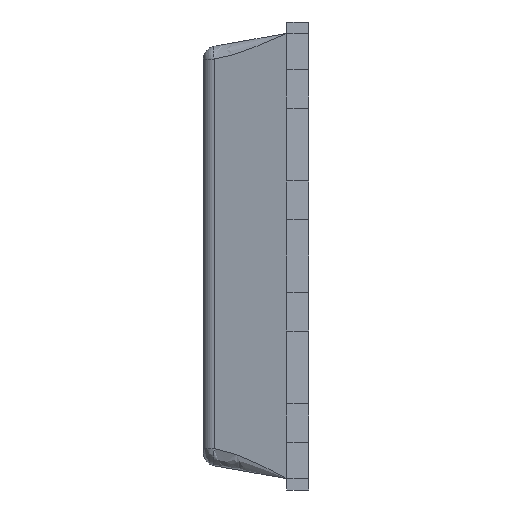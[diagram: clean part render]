
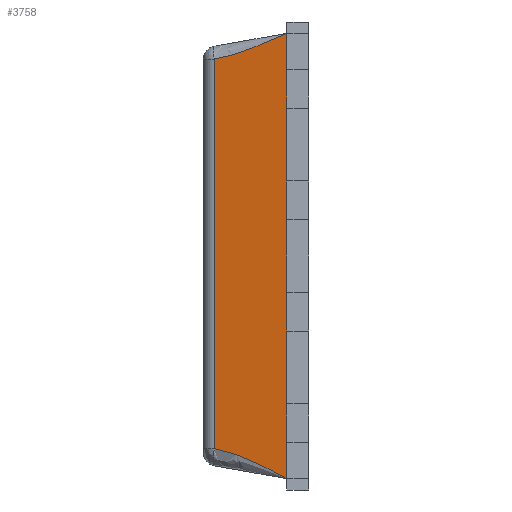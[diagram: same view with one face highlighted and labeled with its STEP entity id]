
A CAD part, left-side view. The second image highlights one B-rep face of the part: STEP entity #3758.
In plain terms, the highlighted planar face has unit normal (-0.985, 0.174, 0).
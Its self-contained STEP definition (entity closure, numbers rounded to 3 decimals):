
#32 = LINE ( 'NONE', #2932, #3603 ) ;
#153 = DIRECTION ( 'NONE',  ( -0.985, 0.174, 0. ) ) ;
#174 = VECTOR ( 'NONE', #2346, 1000. ) ;
#207 = CARTESIAN_POINT ( 'NONE',  ( -2.854, 0.793, 2.294 ) ) ;
#372 = LINE ( 'NONE', #3661, #1798 ) ;
#634 = ORIENTED_EDGE ( 'NONE', *, *, #1657, .T. ) ;
#666 = CARTESIAN_POINT ( 'NONE',  ( -2.902, 0.521, 2.416 ) ) ;
#689 = ORIENTED_EDGE ( 'NONE', *, *, #2719, .T. ) ;
#798 = CARTESIAN_POINT ( 'NONE',  ( -2.95, 0.25, -2.538 ) ) ;
#828 = CARTESIAN_POINT ( 'NONE',  ( -2.804, 1.076, 2.244 ) ) ;
#839 = LINE ( 'NONE', #2568, #1864 ) ;
#863 = CARTESIAN_POINT ( 'NONE',  ( -2.95, 0.25, 0.855 ) ) ;
#871 = VERTEX_POINT ( 'NONE', #5273 ) ;
#895 = VECTOR ( 'NONE', #3851, 1000. ) ;
#945 = ORIENTED_EDGE ( 'NONE', *, *, #3736, .T. ) ;
#1015 = DIRECTION ( 'NONE',  ( 0., 0., 1. ) ) ;
#1053 = CARTESIAN_POINT ( 'NONE',  ( -2.804, 1.076, 2.244 ) ) ;
#1095 = VECTOR ( 'NONE', #4687, 1000. ) ;
#1101 = EDGE_CURVE ( 'NONE', #3243, #871, #372, .T. ) ;
#1106 = CARTESIAN_POINT ( 'NONE',  ( -2.95, 0.25, 0.415 ) ) ;
#1156 = DIRECTION ( 'NONE',  ( 0., 0., 1. ) ) ;
#1181 = AXIS2_PLACEMENT_3D ( 'NONE', #3717, #153, #4101 ) ;
#1320 = DIRECTION ( 'NONE',  ( 0., 0., 1. ) ) ;
#1395 = LINE ( 'NONE', #2872, #174 ) ;
#1411 = EDGE_CURVE ( 'NONE', #1806, #4634, #32, .T. ) ;
#1438 = CARTESIAN_POINT ( 'NONE',  ( -2.95, 0.25, 2.538 ) ) ;
#1471 = VECTOR ( 'NONE', #3254, 1000. ) ;
#1505 = CARTESIAN_POINT ( 'NONE',  ( -2.95, 0.25, -0.415 ) ) ;
#1540 = B_SPLINE_CURVE_WITH_KNOTS ( 'NONE', 3,
 ( #1678, #5023, #5223, #5638 ),
 .UNSPECIFIED., .F., .F.,
 ( 4, 4 ),
 ( -0.001, 0. ),
 .UNSPECIFIED. ) ;
#1551 = DIRECTION ( 'NONE',  ( 0., 0., 1. ) ) ;
#1624 = EDGE_CURVE ( 'NONE', #871, #2214, #1540, .T. ) ;
#1657 = EDGE_CURVE ( 'NONE', #2631, #1806, #839, .T. ) ;
#1678 = CARTESIAN_POINT ( 'NONE',  ( -2.804, 1.076, -2.195 ) ) ;
#1738 = VECTOR ( 'NONE', #1320, 1000. ) ;
#1765 = ORIENTED_EDGE ( 'NONE', *, *, #1411, .T. ) ;
#1778 = CARTESIAN_POINT ( 'NONE',  ( -2.95, 0.25, -0.855 ) ) ;
#1787 = LINE ( 'NONE', #3100, #1095 ) ;
#1798 = VECTOR ( 'NONE', #2789, 1000. ) ;
#1806 = VERTEX_POINT ( 'NONE', #863 ) ;
#1813 = LINE ( 'NONE', #1438, #1471 ) ;
#1864 = VECTOR ( 'NONE', #1156, 1000. ) ;
#1931 = VECTOR ( 'NONE', #2322, 1000. ) ;
#2193 = EDGE_CURVE ( 'NONE', #2214, #4263, #1787, .T. ) ;
#2202 = EDGE_CURVE ( 'NONE', #4263, #5350, #4137, .T. ) ;
#2214 = VERTEX_POINT ( 'NONE', #798 ) ;
#2322 = DIRECTION ( 'NONE',  ( 0., 0., 1. ) ) ;
#2346 = DIRECTION ( 'NONE',  ( 0., 0., 1. ) ) ;
#2523 = CARTESIAN_POINT ( 'NONE',  ( -2.95, 0.25, 2.538 ) ) ;
#2547 = CARTESIAN_POINT ( 'NONE',  ( -2.95, 0.25, -2.125 ) ) ;
#2548 = EDGE_CURVE ( 'NONE', #3073, #2631, #4625, .T. ) ;
#2568 = CARTESIAN_POINT ( 'NONE',  ( -2.95, 0.25, 2.538 ) ) ;
#2631 = VERTEX_POINT ( 'NONE', #1106 ) ;
#2632 = EDGE_CURVE ( 'NONE', #4185, #3243, #5027, .T. ) ;
#2719 = EDGE_CURVE ( 'NONE', #4403, #4185, #4308, .T. ) ;
#2757 = LINE ( 'NONE', #4901, #1931 ) ;
#2764 = PLANE ( 'NONE',  #1181 ) ;
#2789 = DIRECTION ( 'NONE',  ( 0., 0., -1. ) ) ;
#2799 = ORIENTED_EDGE ( 'NONE', *, *, #2193, .T. ) ;
#2872 = CARTESIAN_POINT ( 'NONE',  ( -2.95, 0.25, 2.538 ) ) ;
#2932 = CARTESIAN_POINT ( 'NONE',  ( -2.95, 0.25, 2.538 ) ) ;
#3071 = ORIENTED_EDGE ( 'NONE', *, *, #1101, .T. ) ;
#3073 = VERTEX_POINT ( 'NONE', #1505 ) ;
#3092 = EDGE_LOOP ( 'NONE', ( #3071, #5481, #2799, #3229, #4394, #945, #3763, #634, #1765, #3637, #689, #4704 ) ) ;
#3100 = CARTESIAN_POINT ( 'NONE',  ( -2.95, 0.25, 2.538 ) ) ;
#3161 = CARTESIAN_POINT ( 'NONE',  ( -2.95, 0.25, 2.538 ) ) ;
#3229 = ORIENTED_EDGE ( 'NONE', *, *, #2202, .T. ) ;
#3243 = VERTEX_POINT ( 'NONE', #828 ) ;
#3254 = DIRECTION ( 'NONE',  ( 0., 0., 1. ) ) ;
#3499 = CARTESIAN_POINT ( 'NONE',  ( -2.95, 0.25, 2.538 ) ) ;
#3603 = VECTOR ( 'NONE', #1551, 1000. ) ;
#3637 = ORIENTED_EDGE ( 'NONE', *, *, #4698, .T. ) ;
#3654 = VECTOR ( 'NONE', #1015, 1000. ) ;
#3661 = CARTESIAN_POINT ( 'NONE',  ( -2.804, 1.076, -2.37 ) ) ;
#3717 = CARTESIAN_POINT ( 'NONE',  ( -2.95, 0.25, -2.538 ) ) ;
#3736 = EDGE_CURVE ( 'NONE', #4859, #3073, #1813, .T. ) ;
#3758 = ADVANCED_FACE ( 'NONE', ( #5456 ), #2764, .T. ) ;
#3763 = ORIENTED_EDGE ( 'NONE', *, *, #2548, .T. ) ;
#3764 = CARTESIAN_POINT ( 'NONE',  ( -2.95, 0.25, 1.685 ) ) ;
#3851 = DIRECTION ( 'NONE',  ( 0., 0., 1. ) ) ;
#3850 = CARTESIAN_POINT ( 'NONE',  ( -2.95, 0.25, -1.685 ) ) ;
#3964 = CARTESIAN_POINT ( 'NONE',  ( -2.95, 0.25, 2.125 ) ) ;
#4101 = DIRECTION ( 'NONE',  ( -0.174, -0.985, 0. ) ) ;
#4137 = LINE ( 'NONE', #2523, #895 ) ;
#4185 = VERTEX_POINT ( 'NONE', #3499 ) ;
#4263 = VERTEX_POINT ( 'NONE', #2547 ) ;
#4308 = LINE ( 'NONE', #5265, #1738 ) ;
#4394 = ORIENTED_EDGE ( 'NONE', *, *, #5008, .T. ) ;
#4403 = VERTEX_POINT ( 'NONE', #3964 ) ;
#4599 = CARTESIAN_POINT ( 'NONE',  ( -2.95, 0.25, 2.538 ) ) ;
#4625 = LINE ( 'NONE', #3161, #3654 ) ;
#4634 = VERTEX_POINT ( 'NONE', #3764 ) ;
#4687 = DIRECTION ( 'NONE',  ( 0., 0., 1. ) ) ;
#4698 = EDGE_CURVE ( 'NONE', #4634, #4403, #1395, .T. ) ;
#4704 = ORIENTED_EDGE ( 'NONE', *, *, #2632, .T. ) ;
#4859 = VERTEX_POINT ( 'NONE', #1778 ) ;
#4901 = CARTESIAN_POINT ( 'NONE',  ( -2.95, 0.25, 2.538 ) ) ;
#5008 = EDGE_CURVE ( 'NONE', #5350, #4859, #2757, .T. ) ;
#5023 = CARTESIAN_POINT ( 'NONE',  ( -2.855, 0.79, -2.245 ) ) ;
#5027 = B_SPLINE_CURVE_WITH_KNOTS ( 'NONE', 3,
 ( #4599, #666, #207, #1053 ),
 .UNSPECIFIED., .F., .F.,
 ( 4, 4 ),
 ( -0.001, 0. ),
 .UNSPECIFIED. ) ;
#5223 = CARTESIAN_POINT ( 'NONE',  ( -2.902, 0.52, -2.391 ) ) ;
#5265 = CARTESIAN_POINT ( 'NONE',  ( -2.95, 0.25, 2.538 ) ) ;
#5273 = CARTESIAN_POINT ( 'NONE',  ( -2.804, 1.076, -2.195 ) ) ;
#5350 = VERTEX_POINT ( 'NONE', #3850 ) ;
#5456 = FACE_OUTER_BOUND ( 'NONE', #3092, .T. ) ;
#5481 = ORIENTED_EDGE ( 'NONE', *, *, #1624, .T. ) ;
#5638 = CARTESIAN_POINT ( 'NONE',  ( -2.95, 0.25, -2.538 ) ) ;
